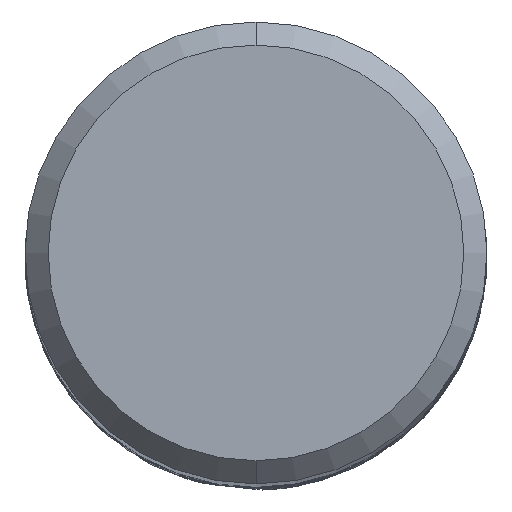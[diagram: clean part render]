
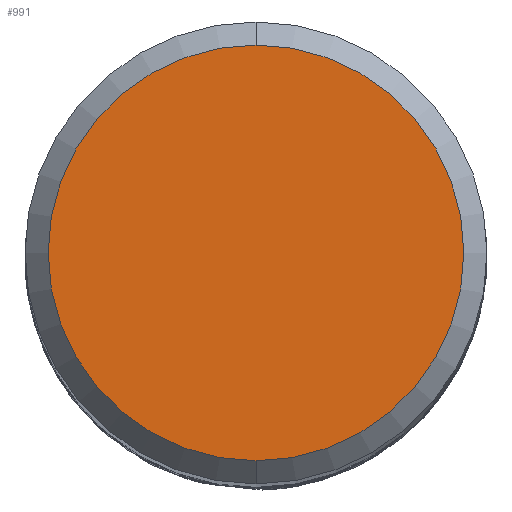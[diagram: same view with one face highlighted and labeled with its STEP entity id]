
A CAD part, top view. The second image highlights one B-rep face of the part: STEP entity #991.
In plain terms, the highlighted planar face has unit normal (0, 0, 1).
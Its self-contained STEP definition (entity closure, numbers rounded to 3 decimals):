
#793=VERTEX_POINT('',#1985);
#975=VERTEX_POINT('',#2189);
#991=ADVANCED_FACE('',(#2206),#2207,.T.);
#1005=EDGE_CURVE('',#793,#975,#2222,.T.);
#1763=EDGE_CURVE('',#975,#793,#3043,.T.);
#1985=CARTESIAN_POINT('',(0.,-5.4,0.0));
#2189=CARTESIAN_POINT('',(0.0,5.4,0.0));
#2206=FACE_OUTER_BOUND('',#8195,.T.);
#2207=PLANE('',#8196);
#2222=CIRCLE('',#8226,5.4);
#3043=CIRCLE('',#17509,5.4);
#8195=EDGE_LOOP('',(#17951,#17952));
#8196=AXIS2_PLACEMENT_3D('',#17953,#17954,#17955);
#8226=AXIS2_PLACEMENT_3D('',#17968,#17969,#17970);
#17509=AXIS2_PLACEMENT_3D('',#18734,#18735,#18736);
#17951=ORIENTED_EDGE('',*,*,#1763,.F.);
#17952=ORIENTED_EDGE('',*,*,#1005,.F.);
#17953=CARTESIAN_POINT('',(0.0,2.7,0.0));
#17954=DIRECTION('',(-0.0,0.0,1.0));
#17955=DIRECTION('',(0.0,-1.0,0.0));
#17968=CARTESIAN_POINT('',(0.0,0.0,0.0));
#17969=DIRECTION('',(0.0,0.0,-1.0));
#17970=DIRECTION('',(0.0,1.0,0.0));
#18734=CARTESIAN_POINT('',(0.0,0.0,0.0));
#18735=DIRECTION('',(0.0,0.0,-1.0));
#18736=DIRECTION('',(0.0,1.0,0.0));
